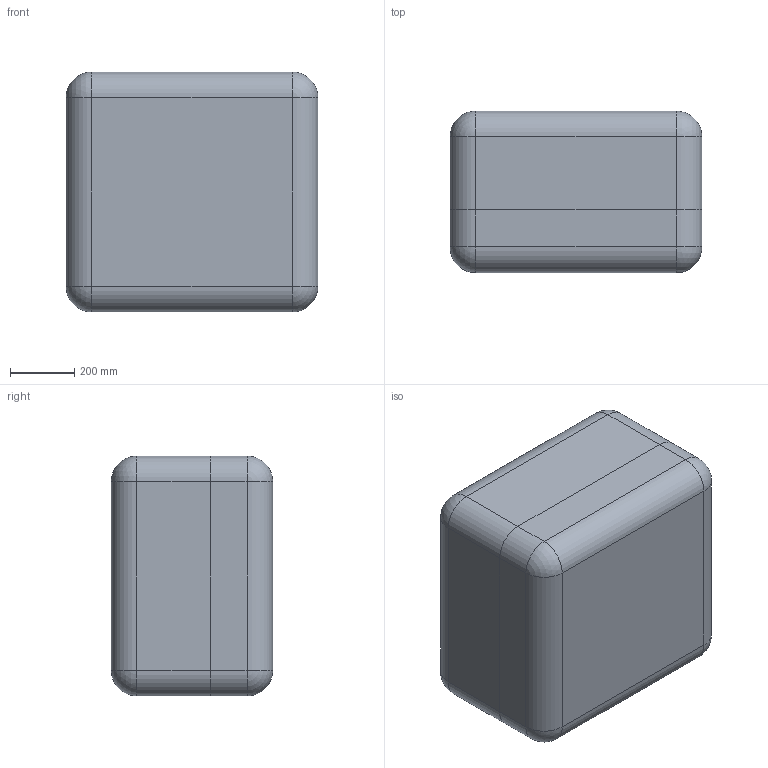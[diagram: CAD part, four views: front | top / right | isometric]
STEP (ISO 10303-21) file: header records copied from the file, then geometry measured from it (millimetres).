
FILE_DESCRIPTION (( 'STEP AP214' ), '1' );
FILE_NAME ('Êîíòåéíåð ÀÄÌÈÐÀË®ÏÐÎÔÅÑÑÈÎÍÀËÜÍÛÅ 093_óïðîùåííàÿ 3D-ìîäåëü.STEP', '2025-08-22T12:55:13', ( '' ), ( '' ), 'SwSTEP 2.0', 'SolidWorks 2021', '' );
FILE_SCHEMA (( 'AUTOMOTIVE_DESIGN' ));
Products named in the file (3): Êîíòåéíåð ÀÄÌÈÐÀË®ÏÐÎÔÅÑÑÈÎÍÀËÜÍÛÅ 093_óïðîùåííàÿ 3D-ìîäåëü; LId 97; Base_90
Assembly tree (2 placements, depth 2):
  Êîíòåéíåð ÀÄÌÈÐÀË®ÏÐÎÔÅÑÑÈÎÍÀËÜÍÛÅ 093_óïðîùåííàÿ 3D-ìîäåëü
    Base_90
    LId 97
Bounding box: 782.58 x 501.99 x 745.44 mm (x, y, z)
Volume: 104708867.1 mm3; surface area: 5674669.8 mm2
Topology: 2 solids, 2 shells, 1493 faces, 3724 edges, 2148 vertices
Faces by surface type: cylinder 620, plane 309, bspline 284, torus 224, sphere 32, cone 24
Entity records: 64660 total; most frequent: CARTESIAN_POINT 31442, ORIENTED_EDGE 7272, DIRECTION 6752, EDGE_CURVE 3636, AXIS2_PLACEMENT_3D 2666, VERTEX_POINT 2148, EDGE_LOOP 1502, ADVANCED_FACE 1493
